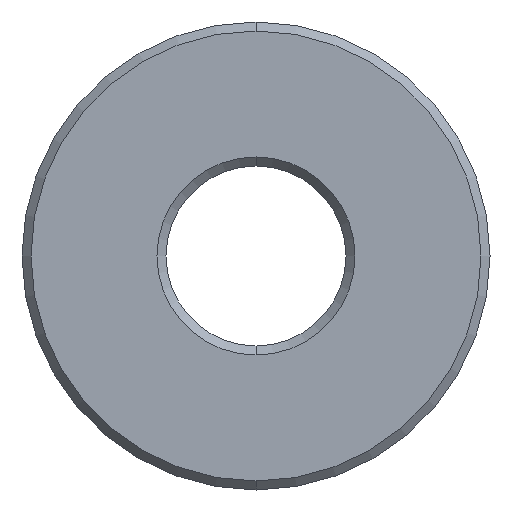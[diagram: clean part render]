
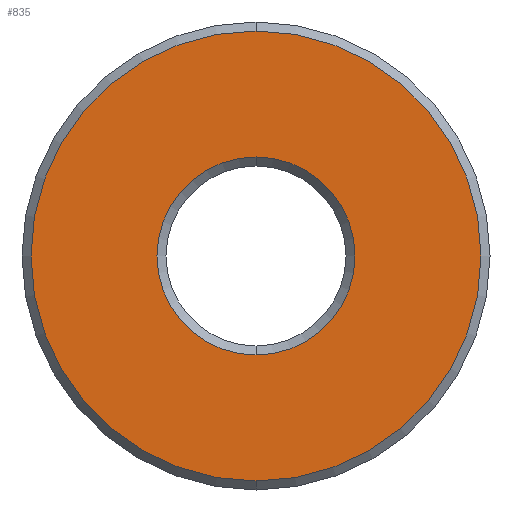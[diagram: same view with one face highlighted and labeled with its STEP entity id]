
A CAD part, front view. The second image highlights one B-rep face of the part: STEP entity #835.
In plain terms, the highlighted planar face has unit normal (0, -1, 0).
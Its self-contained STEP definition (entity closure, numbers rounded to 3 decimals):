
#33 = VERTEX_POINT ( 'NONE', #924 ) ;
#36 = EDGE_CURVE ( 'NONE', #37, #33, #923, .T. ) ;
#37 = VERTEX_POINT ( 'NONE', #918 ) ;
#72 = VERTEX_POINT ( 'NONE', #265 ) ;
#74 = EDGE_CURVE ( 'NONE', #72, #75, #264, .T. ) ;
#75 = VERTEX_POINT ( 'NONE', #259 ) ;
#259 = CARTESIAN_POINT ( 'NONE',  ( 0., 0., -2.75 ) ) ;
#260 = DIRECTION ( 'NONE',  ( 0., 0., -1. ) ) ;
#261 = DIRECTION ( 'NONE',  ( 0., -1., 0. ) ) ;
#262 = CARTESIAN_POINT ( 'NONE',  ( 0., 0., 0. ) ) ;
#263 = AXIS2_PLACEMENT_3D ( 'NONE', #262, #261, #260 ) ;
#264 = CIRCLE ( 'NONE', #263, 2.75 ) ;
#265 = CARTESIAN_POINT ( 'NONE',  ( 0., 0., 2.75 ) ) ;
#554 = DIRECTION ( 'NONE',  ( 0., 0., -1. ) ) ;
#555 = DIRECTION ( 'NONE',  ( 0., -1., 0. ) ) ;
#556 = CARTESIAN_POINT ( 'NONE',  ( 2.75, 0., 0. ) ) ;
#557 = AXIS2_PLACEMENT_3D ( 'NONE', #556, #555, #554 ) ;
#558 = PLANE ( 'NONE',  #557 ) ;
#559 = CARTESIAN_POINT ( 'NONE',  ( 0., 0., 0. ) ) ;
#560 = FACE_BOUND ( 'NONE', #840, .T. ) ;
#561 = FACE_OUTER_BOUND ( 'NONE', #836, .T. ) ;
#562 = DIRECTION ( 'NONE',  ( 0., 0., -1. ) ) ;
#563 = DIRECTION ( 'NONE',  ( 0., -1., 0. ) ) ;
#564 = CARTESIAN_POINT ( 'NONE',  ( 0., 0., 0. ) ) ;
#565 = AXIS2_PLACEMENT_3D ( 'NONE', #564, #563, #562 ) ;
#570 = CIRCLE ( 'NONE', #565, 2.75 ) ;
#589 = DIRECTION ( 'NONE',  ( 0., 0., -1. ) ) ;
#590 = DIRECTION ( 'NONE',  ( 0., -1., 0. ) ) ;
#591 = AXIS2_PLACEMENT_3D ( 'NONE', #559, #590, #589 ) ;
#592 = CIRCLE ( 'NONE', #591, 6.25 ) ;
#834 = EDGE_CURVE ( 'NONE', #75, #72, #570, .T. ) ;
#835 = ADVANCED_FACE ( 'NONE', ( #561, #560 ), #558, .T. ) ;
#836 = EDGE_LOOP ( 'NONE', ( #837, #839 ) ) ;
#837 = ORIENTED_EDGE ( 'NONE', *, *, #838, .T. ) ;
#838 = EDGE_CURVE ( 'NONE', #33, #37, #592, .T. ) ;
#839 = ORIENTED_EDGE ( 'NONE', *, *, #36, .T. ) ;
#840 = EDGE_LOOP ( 'NONE', ( #847, #848 ) ) ;
#847 = ORIENTED_EDGE ( 'NONE', *, *, #834, .F. ) ;
#848 = ORIENTED_EDGE ( 'NONE', *, *, #74, .F. ) ;
#918 = CARTESIAN_POINT ( 'NONE',  ( 0., 0., -6.25 ) ) ;
#919 = DIRECTION ( 'NONE',  ( 0., 0., -1. ) ) ;
#920 = DIRECTION ( 'NONE',  ( 0., -1., 0. ) ) ;
#921 = CARTESIAN_POINT ( 'NONE',  ( 0., 0., 0. ) ) ;
#922 = AXIS2_PLACEMENT_3D ( 'NONE', #921, #920, #919 ) ;
#923 = CIRCLE ( 'NONE', #922, 6.25 ) ;
#924 = CARTESIAN_POINT ( 'NONE',  ( 0., 0., 6.25 ) ) ;
